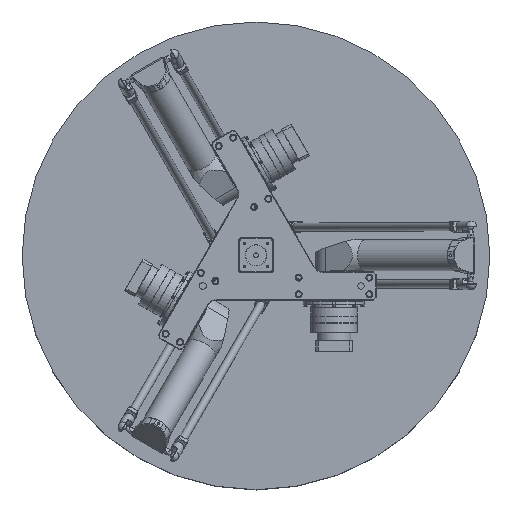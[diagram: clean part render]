
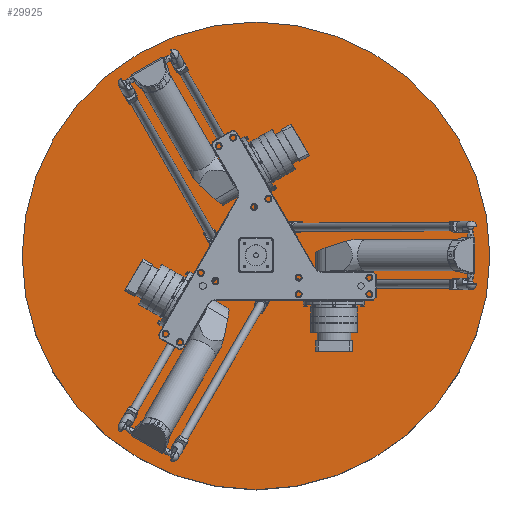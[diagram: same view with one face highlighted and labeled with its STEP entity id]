
A CAD part, top view. The second image highlights one B-rep face of the part: STEP entity #29925.
In plain terms, the highlighted face is planar.
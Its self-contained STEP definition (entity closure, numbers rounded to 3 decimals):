
#6396=PLANE('',#33133);
#9227=FACE_OUTER_BOUND('',#11589,.T.);
#11589=EDGE_LOOP('',(#27035));
#12799=CIRCLE('',#33131,450.);
#15383=VERTEX_POINT('',#60954);
#19267=EDGE_CURVE('',#15383,#15383,#12799,.T.);
#27035=ORIENTED_EDGE('',*,*,#19267,.T.);
#29925=ADVANCED_FACE('',(#9227),#6396,.T.);
#33131=AXIS2_PLACEMENT_3D('',#60955,#41499,#41500);
#33133=AXIS2_PLACEMENT_3D('',#60958,#41503,#41504);
#41499=DIRECTION('center_axis',(0.,1.,0.));
#41500=DIRECTION('ref_axis',(-1.,0.,0.));
#41503=DIRECTION('center_axis',(0.,1.,0.));
#41504=DIRECTION('ref_axis',(0.,0.,1.));
#60954=CARTESIAN_POINT('',(-450.,350.,0.));
#60955=CARTESIAN_POINT('Origin',(0.,350.,0.));
#60958=CARTESIAN_POINT('Origin',(-225.,350.,0.));
